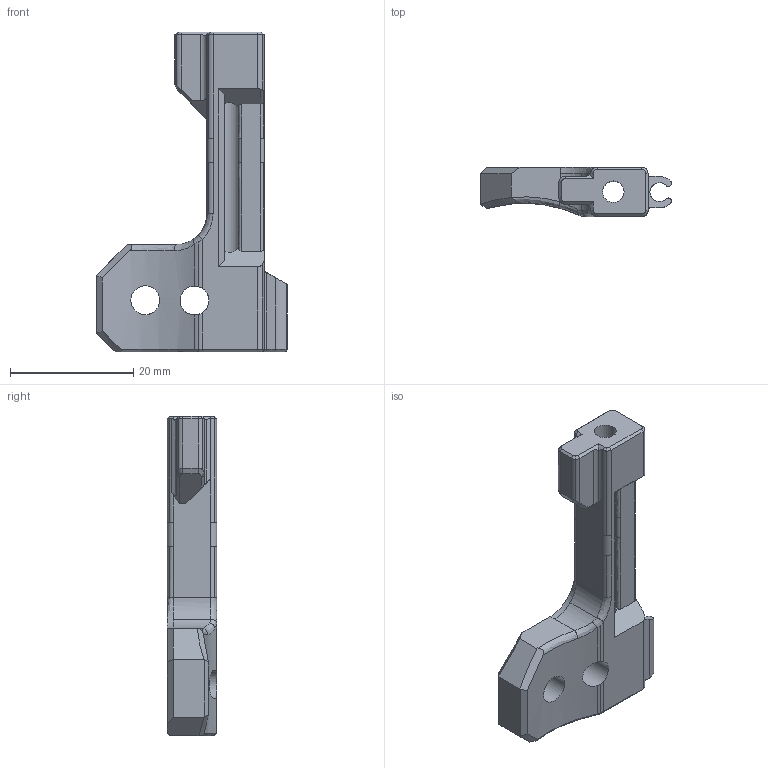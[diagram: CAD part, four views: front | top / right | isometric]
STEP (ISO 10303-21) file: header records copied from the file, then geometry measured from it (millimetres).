
FILE_DESCRIPTION(('HOOPS Exchange Step'),'2;1');
FILE_NAME('temp_export','2024-06-08T12:47:48-04:00',('mobile'),('Shapr3D Limited'),'HOOPS Exchange 2024.2','Shapr3D','Authorized');
FILE_SCHEMA( ('AUTOMOTIVE_DESIGN { 1 0 10303 214 1 1 1 1 }') );
Length unit declared in the file: millimetre
Products named in the file (5): cable_chain_2_hole:1; Rear Half:1; Extruder:1; Galileo 2 Extruder.step; root
Assembly tree (4 placements, depth 5):
  root
    Galileo 2 Extruder.step
      Extruder:1
        Rear Half:1
          cable_chain_2_hole:1
Bounding box: 31.03 x 8.03 x 51.98 mm (x, y, z)
Volume: 4885.8 mm3; surface area: 3508.1 mm2
Topology: 1 solids, 1 shells, 154 faces, 421 edges, 267 vertices
Faces by surface type: plane 55, cylinder 52, cone 31, bspline 16
Full cylindrical faces by diameter (mm): 3.5 x1, 4.7 x2, 6 x1
Entity records: 6169 total; most frequent: CARTESIAN_POINT 2333, ORIENTED_EDGE 842, DIRECTION 712, EDGE_CURVE 421, VERTEX_POINT 267, AXIS2_PLACEMENT_3D 240, VECTOR 232, LINE 232
